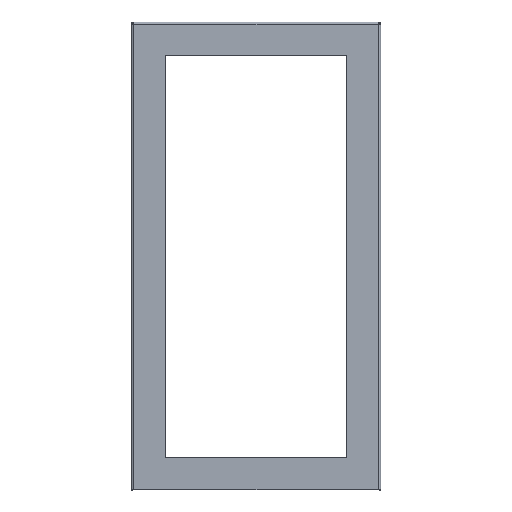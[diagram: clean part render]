
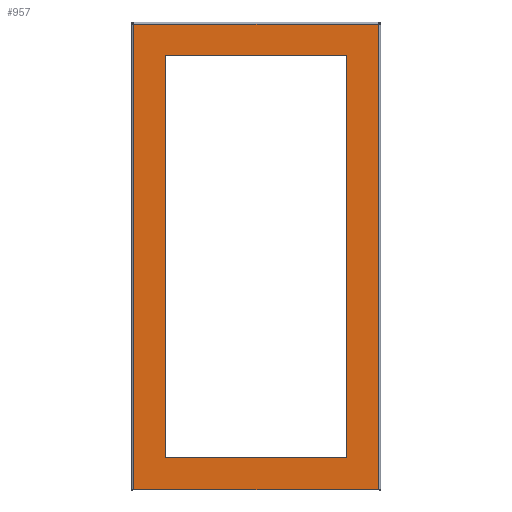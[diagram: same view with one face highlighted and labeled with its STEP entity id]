
A CAD part, top view. The second image highlights one B-rep face of the part: STEP entity #957.
In plain terms, the highlighted planar face has unit normal (0, 0, 1).
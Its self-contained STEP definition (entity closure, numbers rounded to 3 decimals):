
#32=LINE('',#1480,#102);
#48=LINE('',#1521,#118);
#63=LINE('',#1557,#133);
#70=LINE('',#1576,#140);
#71=LINE('',#1579,#141);
#72=LINE('',#1581,#142);
#73=LINE('',#1583,#143);
#74=LINE('',#1584,#144);
#102=VECTOR('',#1208,660.);
#118=VECTOR('',#1250,660.);
#133=VECTOR('',#1291,347.025);
#140=VECTOR('',#1322,347.025);
#141=VECTOR('',#1323,568.888);
#142=VECTOR('',#1324,257.5);
#143=VECTOR('',#1325,568.888);
#144=VECTOR('',#1326,257.5);
#178=PLANE('',#1063);
#241=FACE_BOUND('',#393,.T.);
#286=FACE_OUTER_BOUND('',#392,.T.);
#392=EDGE_LOOP('',(#849,#850,#851,#852));
#393=EDGE_LOOP('',(#853,#854,#855,#856));
#501=VERTEX_POINT('',#1477);
#502=VERTEX_POINT('',#1479);
#513=VERTEX_POINT('',#1518);
#514=VERTEX_POINT('',#1520);
#523=VERTEX_POINT('',#1577);
#524=VERTEX_POINT('',#1578);
#525=VERTEX_POINT('',#1580);
#526=VERTEX_POINT('',#1582);
#586=EDGE_CURVE('',#502,#501,#32,.T.);
#606=EDGE_CURVE('',#514,#513,#48,.T.);
#625=EDGE_CURVE('',#513,#502,#63,.T.);
#635=EDGE_CURVE('',#514,#501,#70,.T.);
#636=EDGE_CURVE('',#523,#524,#71,.T.);
#637=EDGE_CURVE('',#524,#525,#72,.T.);
#638=EDGE_CURVE('',#525,#526,#73,.T.);
#639=EDGE_CURVE('',#526,#523,#74,.T.);
#849=ORIENTED_EDGE('',*,*,#586,.T.);
#850=ORIENTED_EDGE('',*,*,#635,.F.);
#851=ORIENTED_EDGE('',*,*,#606,.T.);
#852=ORIENTED_EDGE('',*,*,#625,.T.);
#853=ORIENTED_EDGE('',*,*,#636,.T.);
#854=ORIENTED_EDGE('',*,*,#637,.T.);
#855=ORIENTED_EDGE('',*,*,#638,.T.);
#856=ORIENTED_EDGE('',*,*,#639,.T.);
#957=ADVANCED_FACE('',(#286,#241),#178,.T.);
#1063=AXIS2_PLACEMENT_3D('',#1575,#1320,#1321);
#1208=DIRECTION('',(0.,-1.,0.));
#1250=DIRECTION('',(0.,1.,0.));
#1291=DIRECTION('',(-1.,0.,0.));
#1320=DIRECTION('center_axis',(0.,0.,1.));
#1321=DIRECTION('ref_axis',(1.,0.,0.));
#1322=DIRECTION('',(-1.,0.,0.));
#1323=DIRECTION('',(0.,1.,0.));
#1324=DIRECTION('',(1.,0.,0.));
#1325=DIRECTION('',(0.,-1.,0.));
#1326=DIRECTION('',(-1.,0.,0.));
#1477=CARTESIAN_POINT('',(-173.513,-330.794,1.588));
#1479=CARTESIAN_POINT('',(-173.513,329.206,1.588));
#1480=CARTESIAN_POINT('',(-173.513,164.603,1.588));
#1518=CARTESIAN_POINT('',(173.513,329.206,1.588));
#1520=CARTESIAN_POINT('',(173.513,-330.794,1.588));
#1521=CARTESIAN_POINT('',(173.513,-165.397,1.588));
#1557=CARTESIAN_POINT('',(86.756,329.206,1.588));
#1575=CARTESIAN_POINT('Origin',(0.,0.,
1.588));
#1576=CARTESIAN_POINT('',(175.1,-330.794,1.588));
#1577=CARTESIAN_POINT('',(-128.75,-284.444,1.588));
#1578=CARTESIAN_POINT('',(-128.75,284.444,1.588));
#1579=CARTESIAN_POINT('',(-128.75,-142.222,1.588));
#1580=CARTESIAN_POINT('',(128.75,284.444,1.588));
#1581=CARTESIAN_POINT('',(-64.375,284.444,1.588));
#1582=CARTESIAN_POINT('',(128.75,-284.444,1.588));
#1583=CARTESIAN_POINT('',(128.75,142.222,1.588));
#1584=CARTESIAN_POINT('',(64.375,-284.444,1.588));
